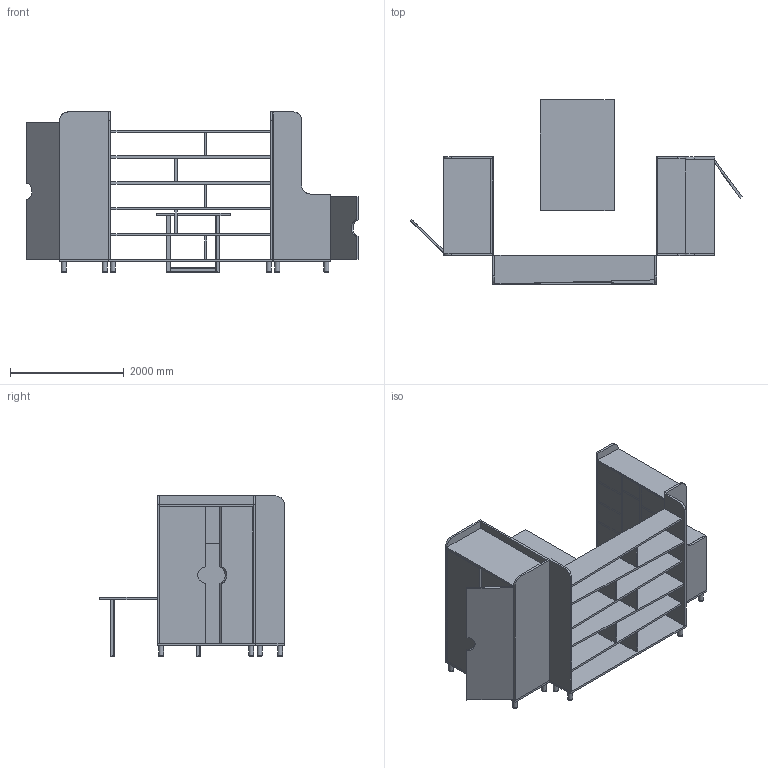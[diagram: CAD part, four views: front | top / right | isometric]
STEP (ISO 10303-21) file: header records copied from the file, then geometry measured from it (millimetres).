
FILE_DESCRIPTION(('FreeCAD Model'),'2;1');
FILE_NAME('Open CASCADE Shape Model','2025-05-01T01:28:14',('FreeCAD'),( 'FreeCAD'),'Open CASCADE STEP processor 7.6','FreeCAD','Unknown');
FILE_SCHEMA(('AUTOMOTIVE_DESIGN { 1 0 10303 214 1 1 1 1 }'));
Length unit declared in the file: millimetre
Products named in the file (1): Open CASCADE STEP translator 7.6 1
Bounding box: 5843.3 x 3244.64 x 2816.27 mm (x, y, z)
Volume: 1565158458.7 mm3; surface area: 106944745 mm2
Topology: 64 solids, 64 shells, 609 faces, 1368 edges, 912 vertices
Faces by surface type: bspline 609
Entity records: 16550 total; most frequent: CARTESIAN_POINT 7957, ORIENTED_EDGE 2736, EDGE_CURVE 1368, B_SPLINE_CURVE_WITH_KNOTS 1008, VERTEX_POINT 912, FACE_BOUND 694, EDGE_LOOP 694, ADVANCED_FACE 609
